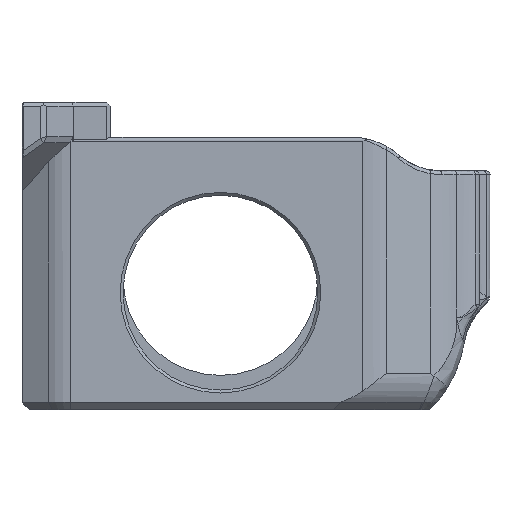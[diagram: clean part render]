
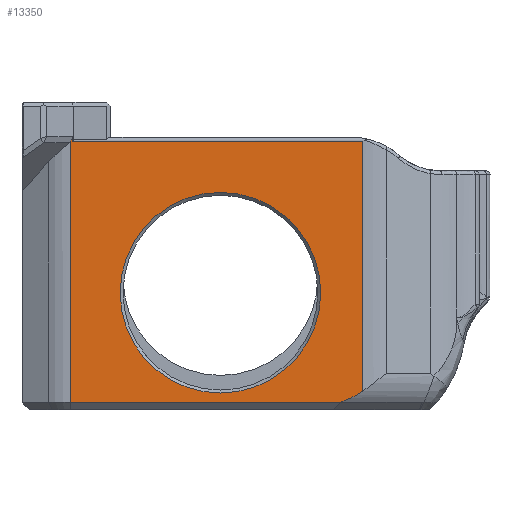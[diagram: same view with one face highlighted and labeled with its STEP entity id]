
A CAD part, left-side view. The second image highlights one B-rep face of the part: STEP entity #13350.
In plain terms, the highlighted planar face has unit normal (-1, 0, 0).
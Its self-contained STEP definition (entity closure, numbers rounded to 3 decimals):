
#1185=FACE_BOUND('',#3510,.T.);
#1809=CIRCLE('',#14567,13.65);
#1965=ELLIPSE('',#14653,18.774,6.001);
#2697=FACE_OUTER_BOUND('',#3509,.T.);
#3509=EDGE_LOOP('',(#11976,#11977,#11978,#11979,#11980,#11981,#11982));
#3510=EDGE_LOOP('',(#11983));
#4155=LINE('',#38166,#4875);
#4241=LINE('',#40048,#4961);
#4267=LINE('',#40292,#4987);
#4268=LINE('',#40294,#4988);
#4269=LINE('',#40296,#4989);
#4270=LINE('',#40297,#4990);
#4875=VECTOR('',#17607,10.);
#4961=VECTOR('',#17931,10.);
#4987=VECTOR('',#18003,10.);
#4988=VECTOR('',#18004,0.5);
#4989=VECTOR('',#18005,10.);
#4990=VECTOR('',#18006,1000.);
#6119=VERTEX_POINT('',#38151);
#6121=VERTEX_POINT('',#38157);
#6122=VERTEX_POINT('',#38165);
#6192=VERTEX_POINT('',#39655);
#6219=VERTEX_POINT('',#40044);
#6239=VERTEX_POINT('',#40291);
#6240=VERTEX_POINT('',#40293);
#6241=VERTEX_POINT('',#40295);
#8002=EDGE_CURVE('',#6119,#6119,#1809,.T.);
#8005=EDGE_CURVE('',#6122,#6121,#4155,.T.);
#8141=EDGE_CURVE('',#6192,#6122,#1965,.T.);
#8190=EDGE_CURVE('',#6192,#6219,#4241,.T.);
#8231=EDGE_CURVE('',#6239,#6121,#4267,.T.);
#8232=EDGE_CURVE('',#6240,#6239,#4268,.T.);
#8233=EDGE_CURVE('',#6240,#6241,#4269,.T.);
#8234=EDGE_CURVE('',#6241,#6219,#4270,.T.);
#11976=ORIENTED_EDGE('',*,*,#8231,.F.);
#11977=ORIENTED_EDGE('',*,*,#8232,.F.);
#11978=ORIENTED_EDGE('',*,*,#8233,.T.);
#11979=ORIENTED_EDGE('',*,*,#8234,.T.);
#11980=ORIENTED_EDGE('',*,*,#8190,.F.);
#11981=ORIENTED_EDGE('',*,*,#8141,.T.);
#11982=ORIENTED_EDGE('',*,*,#8005,.T.);
#11983=ORIENTED_EDGE('',*,*,#8002,.T.);
#12604=PLANE('',#14710);
#13350=ADVANCED_FACE('',(#2697,#1185),#12604,.F.);
#14567=AXIS2_PLACEMENT_3D('',#38153,#17602,#17603);
#14653=AXIS2_PLACEMENT_3D('',#39656,#17844,#17845);
#14710=AXIS2_PLACEMENT_3D('',#40290,#18001,#18002);
#17602=DIRECTION('center_axis',(1.,0.,0.));
#17603=DIRECTION('ref_axis',(0.,-1.,0.));
#17607=DIRECTION('',(0.,0.,1.));
#17844=DIRECTION('center_axis',(-1.,0.,0.));
#17845=DIRECTION('ref_axis',(0.,-1.,0.));
#17931=DIRECTION('',(0.,1.,0.));
#18001=DIRECTION('center_axis',(1.,0.,0.));
#18002=DIRECTION('ref_axis',(0.,-1.,0.));
#18003=DIRECTION('',(0.,-1.,0.));
#18004=DIRECTION('',(0.,0.,-1.));
#18005=DIRECTION('',(0.,0.508,-0.861));
#18006=DIRECTION('',(0.,0.,-1.));
#38151=CARTESIAN_POINT('',(121.369,123.595,151.518));
#38153=CARTESIAN_POINT('Origin',(121.369,123.595,137.868));
#38157=CARTESIAN_POINT('',(121.369,104.236,158.508));
#38165=CARTESIAN_POINT('',(121.369,104.236,124.458));
#38166=CARTESIAN_POINT('',(121.369,104.236,157.008));
#39655=CARTESIAN_POINT('',(121.369,107.219,122.968));
#39656=CARTESIAN_POINT('Origin',(121.369,121.368,126.912));
#40044=CARTESIAN_POINT('',(121.369,143.987,122.968));
#40048=CARTESIAN_POINT('',(121.369,80.77,122.968));
#40290=CARTESIAN_POINT('Origin',(121.369,105.595,121.168));
#40291=CARTESIAN_POINT('',(121.369,143.767,158.508));
#40292=CARTESIAN_POINT('',(121.369,103.436,158.508));
#40293=CARTESIAN_POINT('',(121.369,143.767,158.87));
#40294=CARTESIAN_POINT('',(121.369,143.767,159.01));
#40295=CARTESIAN_POINT('',(121.369,143.987,158.497));
#40296=CARTESIAN_POINT('',(121.369,147.579,152.404));
#40297=CARTESIAN_POINT('',(121.369,143.987,125.311));
